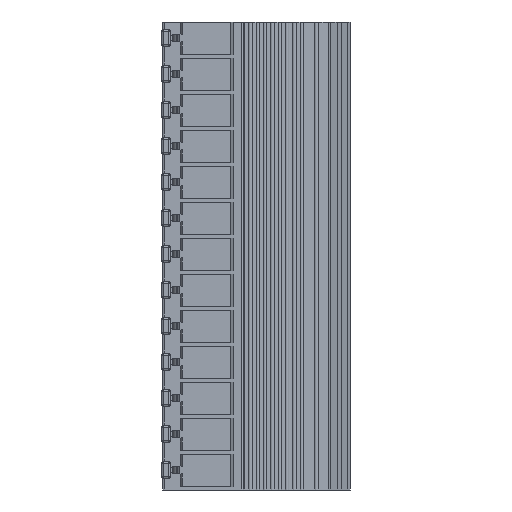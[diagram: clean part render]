
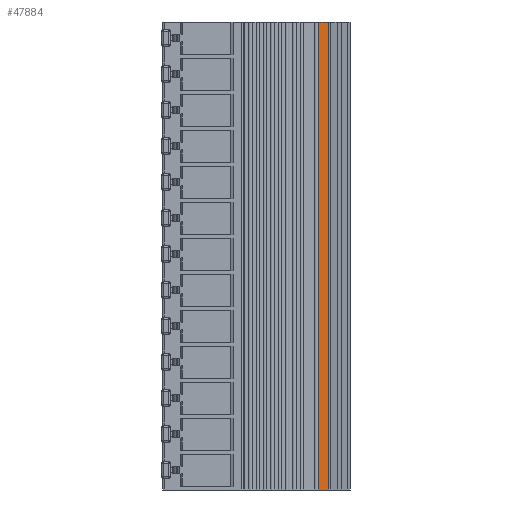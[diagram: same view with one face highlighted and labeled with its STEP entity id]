
A CAD part, front view. The second image highlights one B-rep face of the part: STEP entity #47884.
In plain terms, the highlighted planar face has unit normal (0.707, -0.707, 0).
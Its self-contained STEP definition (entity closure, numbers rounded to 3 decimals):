
#342 = VERTEX_POINT ( 'NONE', #32748 ) ;
#2501 = DIRECTION ( 'NONE',  ( 0.707, 0.707, 0. ) ) ;
#3845 = ORIENTED_EDGE ( 'NONE', *, *, #31626, .T. ) ;
#5941 = DIRECTION ( 'NONE',  ( 0.707, -0.707, 0. ) ) ;
#5953 = CARTESIAN_POINT ( 'NONE',  ( 17.582, 29.565, -62.4 ) ) ;
#6423 = PLANE ( 'NONE',  #15147 ) ;
#7715 = EDGE_LOOP ( 'NONE', ( #25782, #26313, #3845, #28476 ) ) ;
#9339 = VERTEX_POINT ( 'NONE', #5953 ) ;
#9779 = LINE ( 'NONE', #30784, #49853 ) ;
#14863 = DIRECTION ( 'NONE',  ( 0.707, 0.707, 0. ) ) ;
#15147 = AXIS2_PLACEMENT_3D ( 'NONE', #22448, #5941, #29754 ) ;
#15347 = VECTOR ( 'NONE', #47050, 1000. ) ;
#15871 = CARTESIAN_POINT ( 'NONE',  ( 17.582, 29.565, 0. ) ) ;
#15948 = EDGE_CURVE ( 'NONE', #9339, #16460, #23361, .T. ) ;
#16460 = VERTEX_POINT ( 'NONE', #42483 ) ;
#17403 = VECTOR ( 'NONE', #50585, 1000. ) ;
#18004 = LINE ( 'NONE', #19414, #17403 ) ;
#18650 = CARTESIAN_POINT ( 'NONE',  ( 5.441, 17.424, -62.4 ) ) ;
#18890 = EDGE_CURVE ( 'NONE', #49267, #16460, #9779, .T. ) ;
#19414 = CARTESIAN_POINT ( 'NONE',  ( 16.034, 28.017, 0. ) ) ;
#22448 = CARTESIAN_POINT ( 'NONE',  ( 5.441, 17.424, 0. ) ) ;
#23361 = LINE ( 'NONE', #15871, #15347 ) ;
#25782 = ORIENTED_EDGE ( 'NONE', *, *, #15948, .T. ) ;
#25893 = FACE_OUTER_BOUND ( 'NONE', #7715, .T. ) ;
#26313 = ORIENTED_EDGE ( 'NONE', *, *, #18890, .F. ) ;
#27365 = CARTESIAN_POINT ( 'NONE',  ( 16.034, 28.017, 5.2 ) ) ;
#28476 = ORIENTED_EDGE ( 'NONE', *, *, #42916, .T. ) ;
#29754 = DIRECTION ( 'NONE',  ( 0.707, 0.707, 0. ) ) ;
#30784 = CARTESIAN_POINT ( 'NONE',  ( 16.034, 28.017, 5.2 ) ) ;
#31626 = EDGE_CURVE ( 'NONE', #49267, #342, #18004, .T. ) ;
#32748 = CARTESIAN_POINT ( 'NONE',  ( 16.034, 28.017, -62.4 ) ) ;
#35173 = LINE ( 'NONE', #18650, #43180 ) ;
#42483 = CARTESIAN_POINT ( 'NONE',  ( 17.582, 29.565, 5.2 ) ) ;
#42916 = EDGE_CURVE ( 'NONE', #342, #9339, #35173, .T. ) ;
#43180 = VECTOR ( 'NONE', #2501, 1000. ) ;
#47050 = DIRECTION ( 'NONE',  ( 0., 0., 1. ) ) ;
#47884 = ADVANCED_FACE ( 'NONE', ( #25893 ), #6423, .T. ) ;
#49267 = VERTEX_POINT ( 'NONE', #27365 ) ;
#49853 = VECTOR ( 'NONE', #14863, 1000. ) ;
#50585 = DIRECTION ( 'NONE',  ( 0., 0., -1. ) ) ;
